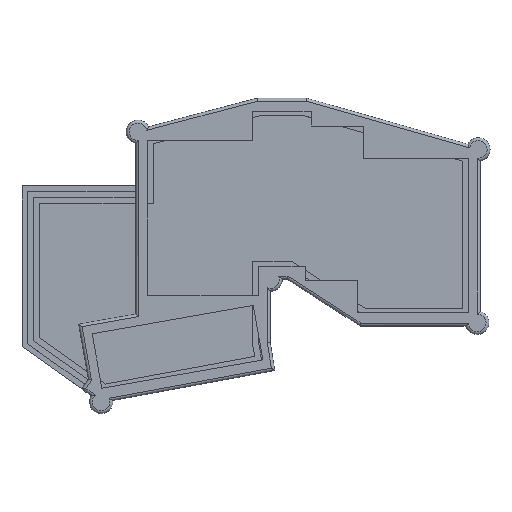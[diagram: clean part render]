
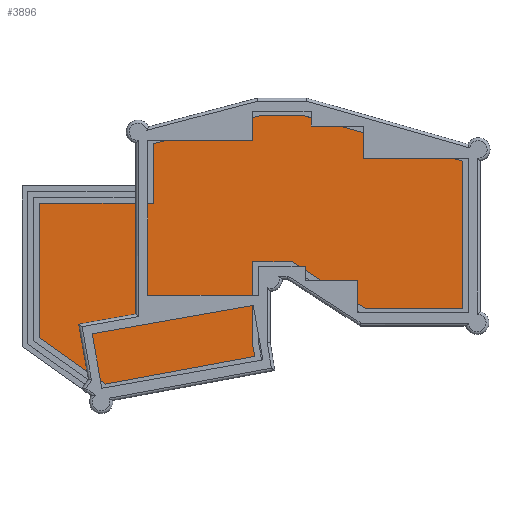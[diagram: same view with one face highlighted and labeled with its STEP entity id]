
A CAD part, top view. The second image highlights one B-rep face of the part: STEP entity #3896.
In plain terms, the highlighted planar face has unit normal (0, 0, 1).
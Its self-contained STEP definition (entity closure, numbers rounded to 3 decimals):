
#135=PLANE('',#4169);
#341=FACE_OUTER_BOUND('',#564,.T.);
#564=EDGE_LOOP('',(#3092,#3093,#3094,#3095,#3096,#3097,#3098,#3099,#3100,
#3101,#3102,#3103,#3104,#3105));
#846=LINE('',#5811,#1312);
#849=LINE('',#5817,#1315);
#852=LINE('',#5823,#1318);
#855=LINE('',#5829,#1321);
#858=LINE('',#5835,#1324);
#861=LINE('',#5841,#1327);
#864=LINE('',#5847,#1330);
#867=LINE('',#5853,#1333);
#870=LINE('',#5859,#1336);
#873=LINE('',#5865,#1339);
#876=LINE('',#5871,#1342);
#879=LINE('',#5877,#1345);
#882=LINE('',#5883,#1348);
#885=LINE('',#5887,#1351);
#1312=VECTOR('',#4693,10.);
#1315=VECTOR('',#4698,10.);
#1318=VECTOR('',#4703,10.);
#1321=VECTOR('',#4708,10.);
#1324=VECTOR('',#4713,10.);
#1327=VECTOR('',#4718,10.);
#1330=VECTOR('',#4723,10.);
#1333=VECTOR('',#4728,10.);
#1336=VECTOR('',#4733,10.);
#1339=VECTOR('',#4738,10.);
#1342=VECTOR('',#4743,10.);
#1345=VECTOR('',#4748,10.);
#1348=VECTOR('',#4753,10.);
#1351=VECTOR('',#4758,10.);
#1841=VERTEX_POINT('',#5808);
#1842=VERTEX_POINT('',#5810);
#1844=VERTEX_POINT('',#5816);
#1846=VERTEX_POINT('',#5822);
#1848=VERTEX_POINT('',#5828);
#1850=VERTEX_POINT('',#5834);
#1852=VERTEX_POINT('',#5840);
#1854=VERTEX_POINT('',#5846);
#1856=VERTEX_POINT('',#5852);
#1858=VERTEX_POINT('',#5858);
#1860=VERTEX_POINT('',#5864);
#1862=VERTEX_POINT('',#5870);
#1864=VERTEX_POINT('',#5876);
#1866=VERTEX_POINT('',#5882);
#2267=EDGE_CURVE('',#1842,#1841,#846,.T.);
#2270=EDGE_CURVE('',#1844,#1842,#849,.T.);
#2273=EDGE_CURVE('',#1846,#1844,#852,.T.);
#2276=EDGE_CURVE('',#1848,#1846,#855,.T.);
#2279=EDGE_CURVE('',#1850,#1848,#858,.T.);
#2282=EDGE_CURVE('',#1852,#1850,#861,.T.);
#2285=EDGE_CURVE('',#1854,#1852,#864,.T.);
#2288=EDGE_CURVE('',#1856,#1854,#867,.T.);
#2291=EDGE_CURVE('',#1858,#1856,#870,.T.);
#2294=EDGE_CURVE('',#1860,#1858,#873,.T.);
#2297=EDGE_CURVE('',#1862,#1860,#876,.T.);
#2300=EDGE_CURVE('',#1864,#1862,#879,.T.);
#2303=EDGE_CURVE('',#1866,#1864,#882,.T.);
#2306=EDGE_CURVE('',#1841,#1866,#885,.T.);
#3092=ORIENTED_EDGE('',*,*,#2267,.T.);
#3093=ORIENTED_EDGE('',*,*,#2306,.T.);
#3094=ORIENTED_EDGE('',*,*,#2303,.T.);
#3095=ORIENTED_EDGE('',*,*,#2300,.T.);
#3096=ORIENTED_EDGE('',*,*,#2297,.T.);
#3097=ORIENTED_EDGE('',*,*,#2294,.T.);
#3098=ORIENTED_EDGE('',*,*,#2291,.T.);
#3099=ORIENTED_EDGE('',*,*,#2288,.T.);
#3100=ORIENTED_EDGE('',*,*,#2285,.T.);
#3101=ORIENTED_EDGE('',*,*,#2282,.T.);
#3102=ORIENTED_EDGE('',*,*,#2279,.T.);
#3103=ORIENTED_EDGE('',*,*,#2276,.T.);
#3104=ORIENTED_EDGE('',*,*,#2273,.T.);
#3105=ORIENTED_EDGE('',*,*,#2270,.T.);
#3896=ADVANCED_FACE('',(#341),#135,.T.);
#4169=AXIS2_PLACEMENT_3D('',#5903,#4784,#4785);
#4693=DIRECTION('',(-0.962,0.275,0.));
#4698=DIRECTION('',(0.,1.,0.));
#4703=DIRECTION('',(1.,0.,0.));
#4708=DIRECTION('',(0.842,-0.539,0.));
#4713=DIRECTION('',(1.,0.,0.));
#4718=DIRECTION('',(0.,1.,0.));
#4723=DIRECTION('',(-0.164,0.986,0.));
#4728=DIRECTION('',(0.983,0.182,0.));
#4733=DIRECTION('',(0.816,-0.578,0.));
#4738=DIRECTION('',(0.,-1.,0.));
#4743=DIRECTION('',(-1.,0.,0.));
#4748=DIRECTION('',(0.,-1.,0.));
#4753=DIRECTION('',(-0.967,-0.254,0.));
#4758=DIRECTION('',(-1.,0.,0.));
#4784=DIRECTION('center_axis',(0.,0.,1.));
#4785=DIRECTION('ref_axis',(1.,0.,0.));
#5808=CARTESIAN_POINT('',(7.72,25.,-2.));
#5810=CARTESIAN_POINT('',(62.,9.491,-2.));
#5811=CARTESIAN_POINT('',(32.529,17.912,-2.));
#5816=CARTESIAN_POINT('',(62.,-41.,-2.));
#5817=CARTESIAN_POINT('',(62.,-31.06,-2.));
#5822=CARTESIAN_POINT('',(28.585,-41.,-2.));
#5823=CARTESIAN_POINT('',(9.043,-41.,-2.));
#5828=CARTESIAN_POINT('',(3.585,-25.,-2.));
#5829=CARTESIAN_POINT('',(-2.292,-21.239,-2.));
#5834=CARTESIAN_POINT('',(-10.,-25.,-2.));
#5835=CARTESIAN_POINT('',(-10.25,-25.,-2.));
#5840=CARTESIAN_POINT('',(-10.,-53.166,-2.));
#5841=CARTESIAN_POINT('',(-10.,-37.143,-2.));
#5846=CARTESIAN_POINT('',(-9.296,-57.391,-2.));
#5847=CARTESIAN_POINT('',(-12.253,-39.648,-2.));
#5852=CARTESIAN_POINT('',(-60.533,-66.88,-2.));
#5853=CARTESIAN_POINT('',(-32.25,-61.642,-2.));
#5858=CARTESIAN_POINT('',(-83.,-50.966,-2.));
#5859=CARTESIAN_POINT('',(-65.9,-63.078,-2.));
#5864=CARTESIAN_POINT('',(-83.,-5.,-2.));
#5865=CARTESIAN_POINT('',(-83.,-13.06,-2.));
#5870=CARTESIAN_POINT('',(-44.,-5.,-2.));
#5871=CARTESIAN_POINT('',(-27.25,-5.,-2.));
#5876=CARTESIAN_POINT('',(-44.,15.458,-2.));
#5877=CARTESIAN_POINT('',(-44.,-2.831,-2.));
#5882=CARTESIAN_POINT('',(-7.741,25.,-2.));
#5883=CARTESIAN_POINT('',(-14.707,23.167,-2.));
#5887=CARTESIAN_POINT('',(-1.39,25.,-2.));
#5903=CARTESIAN_POINT('Origin',(-10.5,-21.12,-2.));
